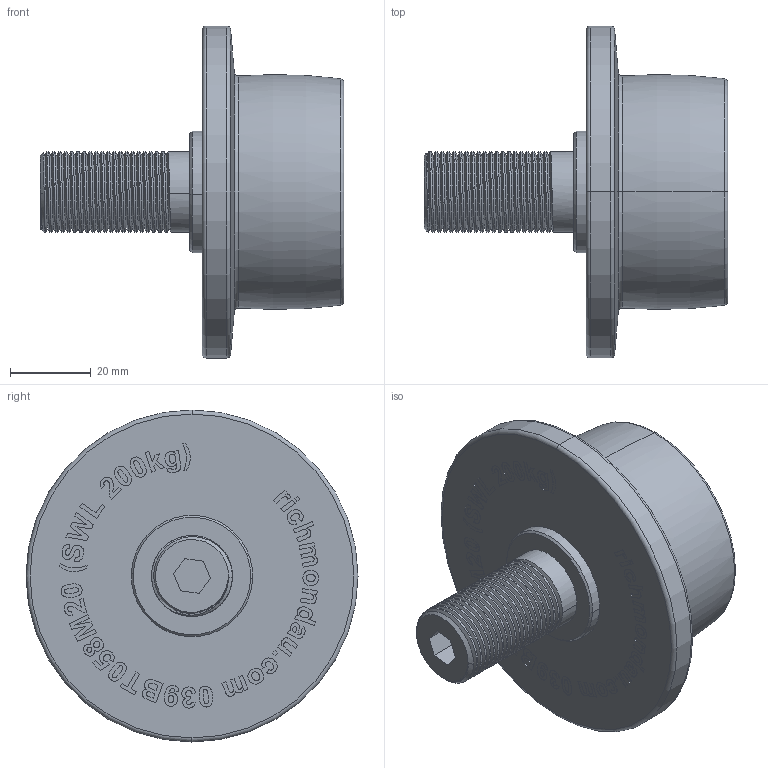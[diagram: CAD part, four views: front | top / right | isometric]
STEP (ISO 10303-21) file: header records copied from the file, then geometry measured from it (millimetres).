
FILE_DESCRIPTION (( 'STEP AP203' ), '1' );
FILE_NAME ('039BT058M20.STEP', '2024-02-21T04:04:06', ( '' ), ( '' ), 'SwSTEP 2.0', 'SolidWorks 2023', '' );
FILE_SCHEMA (( 'CONFIG_CONTROL_DESIGN' ));
Length unit declared in the file: millimetre
Products named in the file (1): 039BT058M20
Bounding box: 75 x 82 x 82 mm (x, y, z)
Volume: 123151.7 mm3; surface area: 21273 mm2
Topology: 1 solids, 1 shells, 583 faces, 1565 edges, 1038 vertices
Faces by surface type: bspline 286, plane 232, cylinder 46, torus 12, cone 7
Entity records: 34207 total; most frequent: CARTESIAN_POINT 21736, ORIENTED_EDGE 3130, EDGE_CURVE 1565, DIRECTION 1540, VERTEX_POINT 1038, LINE 862, VECTOR 862, EDGE_LOOP 637
